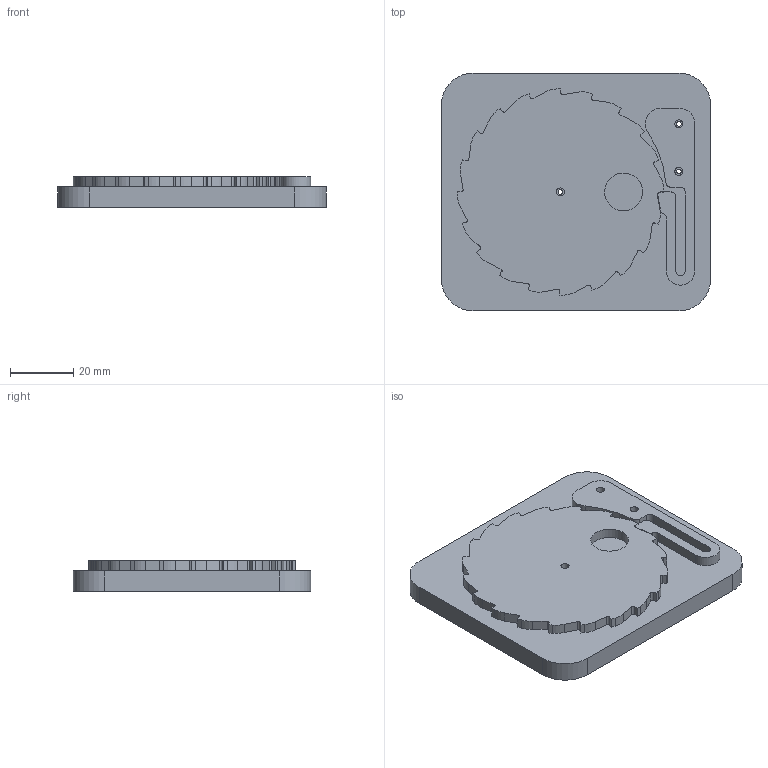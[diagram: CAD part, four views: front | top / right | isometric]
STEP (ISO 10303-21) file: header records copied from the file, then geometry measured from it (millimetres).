
FILE_DESCRIPTION(/* description */ (''),/* implementation_level */ '2;1');
FILE_NAME(/* name */ 'ratchet only v4.step',/* time_stamp */ '2019-11-23T09:36:35-08:00',/* author */ (''),/* organization */ (''),/* preprocessor_version */ 'ST-DEVELOPER v18',/* originating_system */ 'Autodesk Translation Framework v8.12.0.6',/* authorisation */ '');
FILE_SCHEMA (('AUTOMOTIVE_DESIGN { 1 0 10303 214 3 1 1 }'));
Length unit declared in the file: millimetre
Products named in the file (1): ratchet only
Bounding box: 85.15 x 75.3 x 9.53 mm (x, y, z)
Volume: 51454.3 mm3; surface area: 23356.7 mm2
Topology: 3 solids, 3 shells, 140 faces, 410 edges, 276 vertices
Faces by surface type: cylinder 82, plane 58
Full cylindrical faces by diameter (mm): 1.5 x3, 2.54 x3, 12 x1
Entity records: 4803 total; most frequent: DIRECTION 864, CARTESIAN_POINT 827, ORIENTED_EDGE 820, EDGE_CURVE 410, AXIS2_PLACEMENT_3D 313, VERTEX_POINT 276, LINE 238, VECTOR 238
